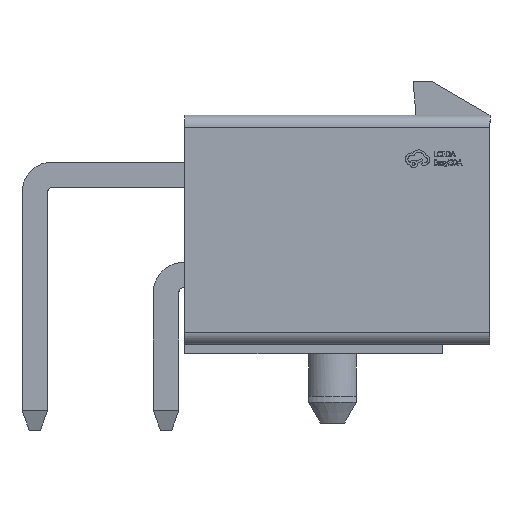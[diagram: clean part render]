
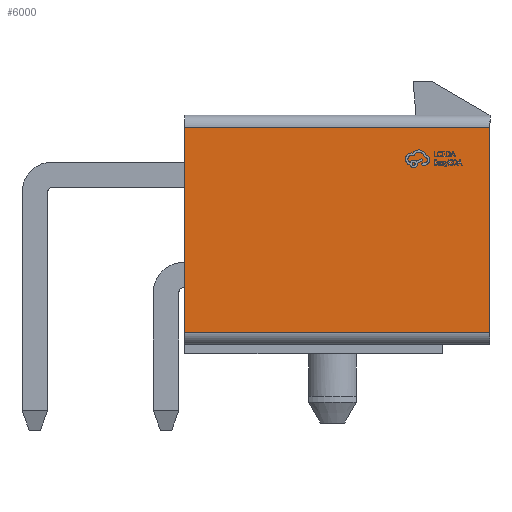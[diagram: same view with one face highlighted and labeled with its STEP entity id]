
A CAD part, left-side view. The second image highlights one B-rep face of the part: STEP entity #6000.
In plain terms, the highlighted planar face has unit normal (-1, 0, 0).
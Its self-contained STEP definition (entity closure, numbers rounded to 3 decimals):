
#273 = CARTESIAN_POINT ( 'NONE',  ( -2.7, -12.8, -4.8 ) ) ;
#825 = DIRECTION ( 'NONE',  ( 0., 0., -1. ) ) ;
#2407 = ORIENTED_EDGE ( 'NONE', *, *, #8979, .F. ) ;
#3108 = CARTESIAN_POINT ( 'NONE',  ( -2.7, 0., -4.8 ) ) ;
#3132 = DIRECTION ( 'NONE',  ( 0., 1., 0. ) ) ;
#3344 = AXIS2_PLACEMENT_3D ( 'NONE', #10200, #10117, #12901 ) ;
#4363 = LINE ( 'NONE', #9647, #8205 ) ;
#5334 = VERTEX_POINT ( 'NONE', #13626 ) ;
#5408 = VERTEX_POINT ( 'NONE', #7895 ) ;
#5499 = VECTOR ( 'NONE', #7750, 1000. ) ;
#6000 = ADVANCED_FACE ( 'NONE', ( #9030 ), #8947, .F. ) ;
#6430 = CARTESIAN_POINT ( 'NONE',  ( -2.7, -12.8, 4.3 ) ) ;
#7750 = DIRECTION ( 'NONE',  ( 0., -1., 0. ) ) ;
#7895 = CARTESIAN_POINT ( 'NONE',  ( -2.7, 0., -4.3 ) ) ;
#8205 = VECTOR ( 'NONE', #3132, 1000. ) ;
#8382 = LINE ( 'NONE', #3108, #11395 ) ;
#8947 = PLANE ( 'NONE',  #3344 ) ;
#8979 = EDGE_CURVE ( 'NONE', #12247, #13909, #11536, .T. ) ;
#9030 = FACE_OUTER_BOUND ( 'NONE', #14507, .T. ) ;
#9546 = LINE ( 'NONE', #12005, #5499 ) ;
#9647 = CARTESIAN_POINT ( 'NONE',  ( -2.7, -12.8, 4.3 ) ) ;
#9689 = ORIENTED_EDGE ( 'NONE', *, *, #10134, .T. ) ;
#9768 = EDGE_CURVE ( 'NONE', #12247, #5334, #4363, .T. ) ;
#10117 = DIRECTION ( 'NONE',  ( 1., 0., 0. ) ) ;
#10134 = EDGE_CURVE ( 'NONE', #5334, #5408, #8382, .T. ) ;
#10200 = CARTESIAN_POINT ( 'NONE',  ( -2.7, -12.8, -4.8 ) ) ;
#11395 = VECTOR ( 'NONE', #825, 1000. ) ;
#11536 = LINE ( 'NONE', #273, #15874 ) ;
#12005 = CARTESIAN_POINT ( 'NONE',  ( -2.7, -12.8, -4.3 ) ) ;
#12247 = VERTEX_POINT ( 'NONE', #6430 ) ;
#12253 = EDGE_CURVE ( 'NONE', #5408, #13909, #9546, .T. ) ;
#12423 = CARTESIAN_POINT ( 'NONE',  ( -2.7, -12.8, -4.3 ) ) ;
#12901 = DIRECTION ( 'NONE',  ( 0., 1., 0. ) ) ;
#13626 = CARTESIAN_POINT ( 'NONE',  ( -2.7, 0., 4.3 ) ) ;
#13909 = VERTEX_POINT ( 'NONE', #12423 ) ;
#14507 = EDGE_LOOP ( 'NONE', ( #2407, #14965, #9689, #15076 ) ) ;
#14965 = ORIENTED_EDGE ( 'NONE', *, *, #9768, .T. ) ;
#15076 = ORIENTED_EDGE ( 'NONE', *, *, #12253, .T. ) ;
#15291 = DIRECTION ( 'NONE',  ( 0., 0., -1. ) ) ;
#15874 = VECTOR ( 'NONE', #15291, 1000. ) ;
